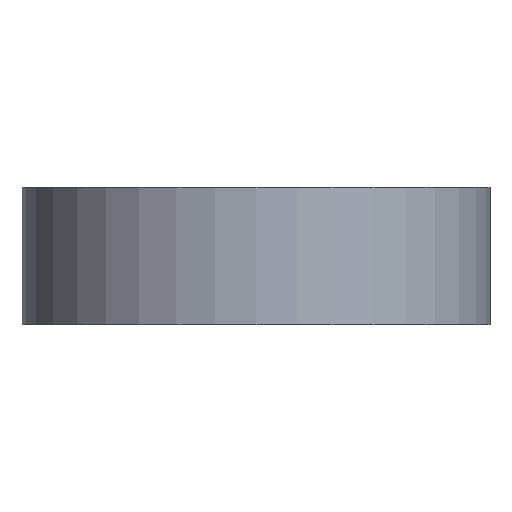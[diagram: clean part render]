
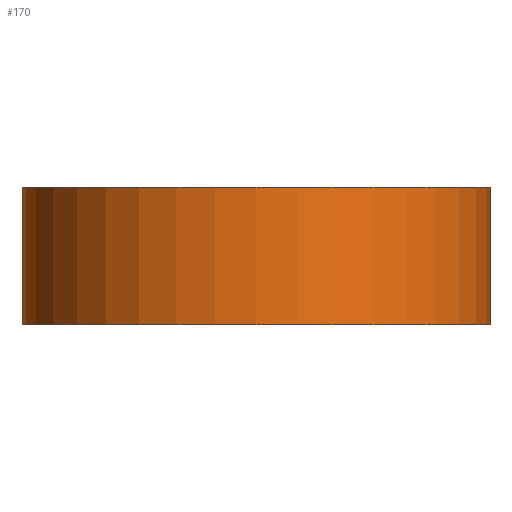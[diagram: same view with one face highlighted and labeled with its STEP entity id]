
A CAD part, front view. The second image highlights one B-rep face of the part: STEP entity #170.
In plain terms, the highlighted cylindrical face has radius 6.8 mm (diameter 13.6 mm), a partial arc.
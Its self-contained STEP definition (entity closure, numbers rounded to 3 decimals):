
#7 = EDGE_CURVE ( 'NONE', #189, #17, #35, .T. ) ;
#9 = AXIS2_PLACEMENT_3D ( 'NONE', #74, #135, #183 ) ;
#14 = LINE ( 'NONE', #145, #131 ) ;
#15 = LINE ( 'NONE', #99, #60 ) ;
#17 = VERTEX_POINT ( 'NONE', #171 ) ;
#18 = EDGE_LOOP ( 'NONE', ( #181, #91, #90, #50 ) ) ;
#27 = DIRECTION ( 'NONE',  ( 0., 0., -1. ) ) ;
#28 = EDGE_CURVE ( 'NONE', #180, #119, #31, .T. ) ;
#31 = CIRCLE ( 'NONE', #63, 6.8 ) ;
#35 = CIRCLE ( 'NONE', #9, 6.8 ) ;
#41 = DIRECTION ( 'NONE',  ( 1., 0., 0. ) ) ;
#46 = CYLINDRICAL_SURFACE ( 'NONE', #123, 6.8 ) ;
#50 = ORIENTED_EDGE ( 'NONE', *, *, #7, .T. ) ;
#60 = VECTOR ( 'NONE', #176, 1000. ) ;
#63 = AXIS2_PLACEMENT_3D ( 'NONE', #172, #95, #41 ) ;
#74 = CARTESIAN_POINT ( 'NONE',  ( 0., 0., -2. ) ) ;
#81 = FACE_OUTER_BOUND ( 'NONE', #18, .T. ) ;
#90 = ORIENTED_EDGE ( 'NONE', *, *, #196, .T. ) ;
#91 = ORIENTED_EDGE ( 'NONE', *, *, #28, .F. ) ;
#95 = DIRECTION ( 'NONE',  ( 0., 0., 1. ) ) ;
#99 = CARTESIAN_POINT ( 'NONE',  ( -6.8, 0., 2. ) ) ;
#110 = DIRECTION ( 'NONE',  ( 0., 0., -1. ) ) ;
#119 = VERTEX_POINT ( 'NONE', #132 ) ;
#123 = AXIS2_PLACEMENT_3D ( 'NONE', #160, #27, #144 ) ;
#128 = CARTESIAN_POINT ( 'NONE',  ( -6.8, 0., -2. ) ) ;
#131 = VECTOR ( 'NONE', #110, 1000. ) ;
#132 = CARTESIAN_POINT ( 'NONE',  ( 6.8, 0., 2. ) ) ;
#135 = DIRECTION ( 'NONE',  ( 0., 0., 1. ) ) ;
#144 = DIRECTION ( 'NONE',  ( -1., 0., 0. ) ) ;
#145 = CARTESIAN_POINT ( 'NONE',  ( 6.8, 0., 2. ) ) ;
#158 = EDGE_CURVE ( 'NONE', #119, #17, #14, .T. ) ;
#160 = CARTESIAN_POINT ( 'NONE',  ( 0., 0., 2. ) ) ;
#170 = ADVANCED_FACE ( 'NONE', ( #81 ), #46, .T. ) ;
#171 = CARTESIAN_POINT ( 'NONE',  ( 6.8, 0., -2. ) ) ;
#172 = CARTESIAN_POINT ( 'NONE',  ( 0., 0., 2. ) ) ;
#176 = DIRECTION ( 'NONE',  ( 0., 0., -1. ) ) ;
#180 = VERTEX_POINT ( 'NONE', #197 ) ;
#181 = ORIENTED_EDGE ( 'NONE', *, *, #158, .F. ) ;
#183 = DIRECTION ( 'NONE',  ( 1., 0., 0. ) ) ;
#189 = VERTEX_POINT ( 'NONE', #128 ) ;
#196 = EDGE_CURVE ( 'NONE', #180, #189, #15, .T. ) ;
#197 = CARTESIAN_POINT ( 'NONE',  ( -6.8, 0., 2. ) ) ;
